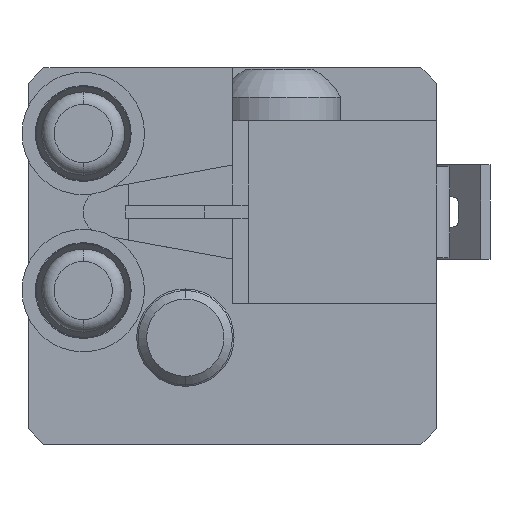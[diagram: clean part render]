
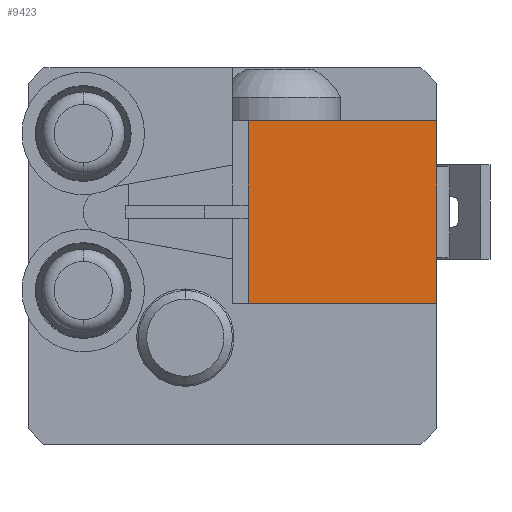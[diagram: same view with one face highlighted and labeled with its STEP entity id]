
A CAD part, front view. The second image highlights one B-rep face of the part: STEP entity #9423.
In plain terms, the highlighted face is planar.
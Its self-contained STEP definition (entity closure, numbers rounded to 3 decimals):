
#633 = PLANE ( 'NONE',  #3561 ) ;
#1932 = VERTEX_POINT ( 'NONE', #24788 ) ;
#2599 = DIRECTION ( 'NONE',  ( 0., 0., -1. ) ) ;
#3561 = AXIS2_PLACEMENT_3D ( 'NONE', #4290, #18616, #22912 ) ;
#4290 = CARTESIAN_POINT ( 'NONE',  ( 6.4, 3.25, 0. ) ) ;
#4318 = VECTOR ( 'NONE', #24998, 1000. ) ;
#4788 = EDGE_CURVE ( 'NONE', #1932, #10319, #6519, .T. ) ;
#6085 = CARTESIAN_POINT ( 'NONE',  ( 6.4, 6.5, -2.9 ) ) ;
#6519 = LINE ( 'NONE', #18577, #4318 ) ;
#7993 = VECTOR ( 'NONE', #10143, 1000. ) ;
#8312 = FACE_OUTER_BOUND ( 'NONE', #26000, .T. ) ;
#9423 = ADVANCED_FACE ( 'NONE', ( #8312 ), #633, .F. ) ;
#9514 = VERTEX_POINT ( 'NONE', #15237 ) ;
#9739 = LINE ( 'NONE', #17900, #7993 ) ;
#10143 = DIRECTION ( 'NONE',  ( 0., 0., -1. ) ) ;
#10319 = VERTEX_POINT ( 'NONE', #12224 ) ;
#11676 = LINE ( 'NONE', #18213, #16656 ) ;
#11946 = DIRECTION ( 'NONE',  ( 0., 1., 0. ) ) ;
#12224 = CARTESIAN_POINT ( 'NONE',  ( 6.4, 6.5, 2.9 ) ) ;
#12594 = ORIENTED_EDGE ( 'NONE', *, *, #26148, .T. ) ;
#12784 = LINE ( 'NONE', #20982, #21854 ) ;
#14342 = ORIENTED_EDGE ( 'NONE', *, *, #14769, .T. ) ;
#14769 = EDGE_CURVE ( 'NONE', #1932, #9514, #12784, .T. ) ;
#15237 = CARTESIAN_POINT ( 'NONE',  ( 6.4, 0.5, -2.9 ) ) ;
#16656 = VECTOR ( 'NONE', #11946, 1000. ) ;
#17900 = CARTESIAN_POINT ( 'NONE',  ( 6.4, 6.5, 0. ) ) ;
#18213 = CARTESIAN_POINT ( 'NONE',  ( 6.4, 3.25, -2.9 ) ) ;
#18577 = CARTESIAN_POINT ( 'NONE',  ( 6.4, 3.25, 2.9 ) ) ;
#18616 = DIRECTION ( 'NONE',  ( -1., 0., 0. ) ) ;
#20344 = ORIENTED_EDGE ( 'NONE', *, *, #22236, .F. ) ;
#20502 = ORIENTED_EDGE ( 'NONE', *, *, #4788, .F. ) ;
#20982 = CARTESIAN_POINT ( 'NONE',  ( 6.4, 0.5, 2.901 ) ) ;
#21854 = VECTOR ( 'NONE', #2599, 1000. ) ;
#22236 = EDGE_CURVE ( 'NONE', #10319, #22746, #9739, .T. ) ;
#22746 = VERTEX_POINT ( 'NONE', #6085 ) ;
#22912 = DIRECTION ( 'NONE',  ( 0., 0., 1. ) ) ;
#24788 = CARTESIAN_POINT ( 'NONE',  ( 6.4, 0.5, 2.9 ) ) ;
#24998 = DIRECTION ( 'NONE',  ( 0., 1., 0. ) ) ;
#26000 = EDGE_LOOP ( 'NONE', ( #14342, #12594, #20344, #20502 ) ) ;
#26148 = EDGE_CURVE ( 'NONE', #9514, #22746, #11676, .T. ) ;
